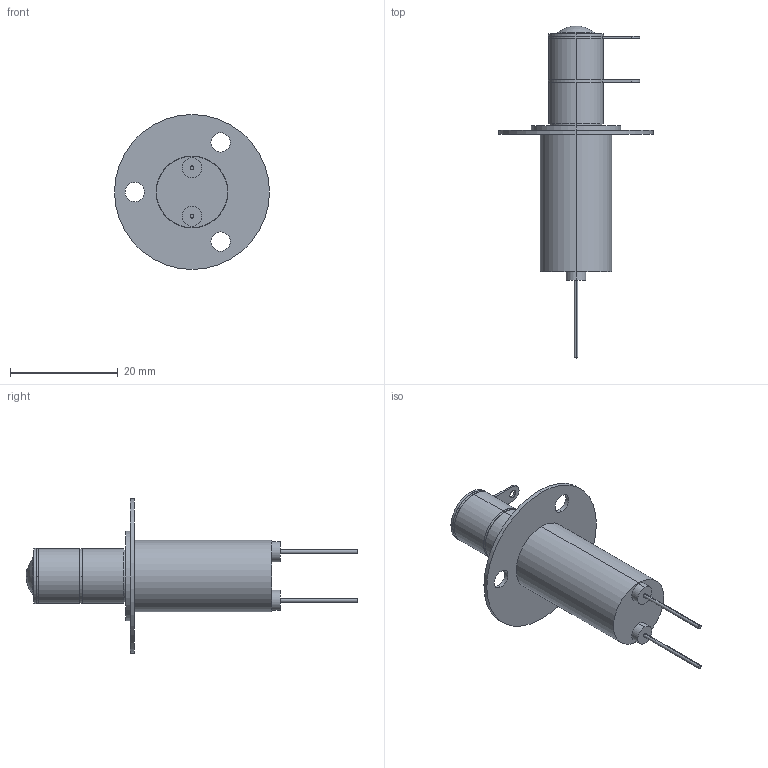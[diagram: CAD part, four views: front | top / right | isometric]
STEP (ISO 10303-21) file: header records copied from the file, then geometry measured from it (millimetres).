
FILE_DESCRIPTION (( 'STEP AP214' ), '1' );
FILE_NAME ('G41A-B_w flange_step.STEP', '2012-08-31T16:47:26', ( 'RUlrich' ), ( 'Genco' ), 'SwSTEP 2.0', 'SolidWorks 2010', '' );
FILE_SCHEMA (( 'AUTOMOTIVE_DESIGN' ));
Length unit declared in the file: inch
Products named in the file (1): G41A-B_w flange_step
Bounding box: 28.7 x 61.5 x 28.7 mm (x, y, z)
Volume: 5588.5 mm3; surface area: 4078.7 mm2
Topology: 7 solids, 7 shells, 75 faces, 158 edges, 106 vertices
Faces by surface type: cylinder 44, plane 25, sphere 4, torus 2
Entity records: 3175 total; most frequent: DIRECTION 412, CARTESIAN_POINT 340, ORIENTED_EDGE 316, AXIS2_PLACEMENT_3D 178, EDGE_CURVE 158, VERTEX_POINT 106, CIRCLE 102, EDGE_LOOP 96
